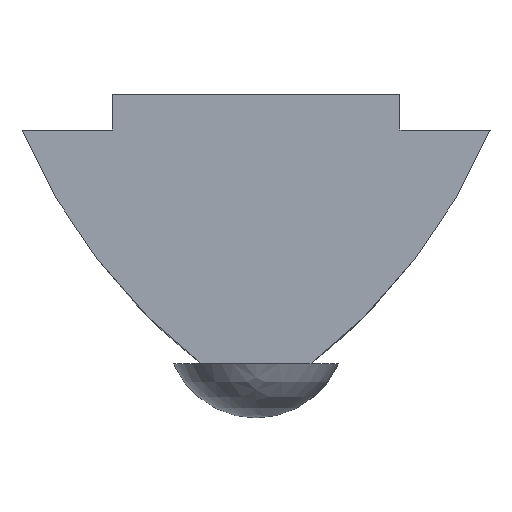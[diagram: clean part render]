
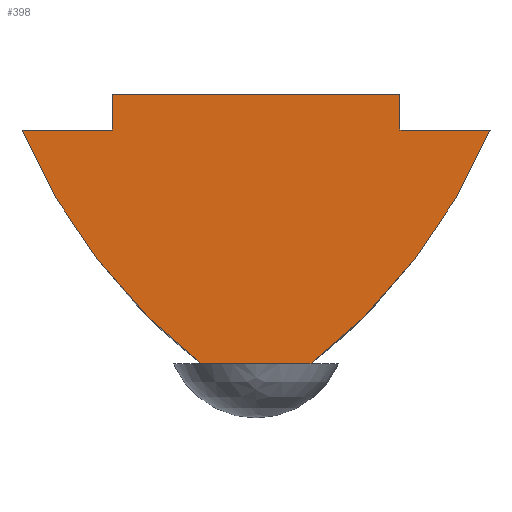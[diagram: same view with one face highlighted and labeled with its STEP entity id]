
A CAD part, left-side view. The second image highlights one B-rep face of the part: STEP entity #398.
In plain terms, the highlighted planar face has unit normal (-1, 0, 0).
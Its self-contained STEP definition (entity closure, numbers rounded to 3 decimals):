
#32=LINE('',#544,#58);
#40=LINE('',#571,#66);
#41=LINE('',#573,#67);
#42=LINE('',#575,#68);
#43=LINE('',#577,#69);
#44=LINE('',#579,#70);
#58=VECTOR('',#461,1000.);
#66=VECTOR('',#483,1000.);
#67=VECTOR('',#484,1000.);
#68=VECTOR('',#485,1000.);
#69=VECTOR('',#486,1000.);
#70=VECTOR('',#487,1000.);
#99=ORIENTED_EDGE('',*,*,#176,.F.);
#100=ORIENTED_EDGE('',*,*,#165,.T.);
#101=ORIENTED_EDGE('',*,*,#177,.T.);
#102=ORIENTED_EDGE('',*,*,#178,.T.);
#103=ORIENTED_EDGE('',*,*,#179,.T.);
#104=ORIENTED_EDGE('',*,*,#180,.F.);
#105=ORIENTED_EDGE('',*,*,#181,.F.);
#106=ORIENTED_EDGE('',*,*,#182,.F.);
#165=EDGE_CURVE('',#204,#205,#32,.T.);
#176=EDGE_CURVE('',#204,#214,#227,.F.);
#177=EDGE_CURVE('',#205,#215,#228,.T.);
#178=EDGE_CURVE('',#215,#216,#40,.T.);
#179=EDGE_CURVE('',#216,#217,#41,.T.);
#180=EDGE_CURVE('',#218,#217,#42,.T.);
#181=EDGE_CURVE('',#219,#218,#43,.T.);
#182=EDGE_CURVE('',#214,#219,#44,.T.);
#204=VERTEX_POINT('',#545);
#205=VERTEX_POINT('',#546);
#214=VERTEX_POINT('',#568);
#215=VERTEX_POINT('',#570);
#216=VERTEX_POINT('',#572);
#217=VERTEX_POINT('',#574);
#218=VERTEX_POINT('',#576);
#219=VERTEX_POINT('',#578);
#227=CIRCLE('',#426,16.);
#228=CIRCLE('',#427,16.);
#236=EDGE_LOOP('',(#99,#100,#101,#102,#103,#104,#105,#106));
#254=FACE_BOUND('',#236,.T.);
#272=PLANE('',#425);
#398=ADVANCED_FACE('',(#254),#272,.T.);
#425=AXIS2_PLACEMENT_3D('',#566,#477,#478);
#426=AXIS2_PLACEMENT_3D('',#567,#479,#480);
#427=AXIS2_PLACEMENT_3D('',#569,#481,#482);
#461=DIRECTION('',(0.,-1.,0.));
#477=DIRECTION('',(-1.,0.,0.));
#478=DIRECTION('',(0.,-1.,0.));
#479=DIRECTION('',(-1.,0.,0.));
#480=DIRECTION('',(0.,-1.,0.));
#481=DIRECTION('',(-1.,0.,0.));
#482=DIRECTION('',(0.,-1.,0.));
#483=DIRECTION('',(0.,1.,0.));
#484=DIRECTION('',(0.,0.,1.));
#485=DIRECTION('',(0.,-1.,0.));
#486=DIRECTION('',(0.,0.,1.));
#487=DIRECTION('',(0.,-1.,0.));
#544=CARTESIAN_POINT('',(-10.5,6.5,-7.5));
#545=CARTESIAN_POINT('',(-10.5,1.5,-7.5));
#546=CARTESIAN_POINT('',(-10.5,-1.5,-7.5));
#566=CARTESIAN_POINT('',(-10.5,-4.,-7.5));
#567=CARTESIAN_POINT('',(-10.5,-8.258,5.18));
#568=CARTESIAN_POINT('',(-10.5,6.5,-1.));
#569=CARTESIAN_POINT('',(-10.5,8.258,5.18));
#570=CARTESIAN_POINT('',(-10.5,-6.5,-1.));
#571=CARTESIAN_POINT('',(-10.5,-4.,-1.));
#572=CARTESIAN_POINT('',(-10.5,-4.,-1.));
#573=CARTESIAN_POINT('',(-10.5,-4.,-1.));
#574=CARTESIAN_POINT('',(-10.5,-4.,0.));
#575=CARTESIAN_POINT('',(-10.5,-4.,0.));
#576=CARTESIAN_POINT('',(-10.5,4.,0.));
#577=CARTESIAN_POINT('',(-10.5,4.,-1.));
#578=CARTESIAN_POINT('',(-10.5,4.,-1.));
#579=CARTESIAN_POINT('',(-10.5,6.5,-1.));
